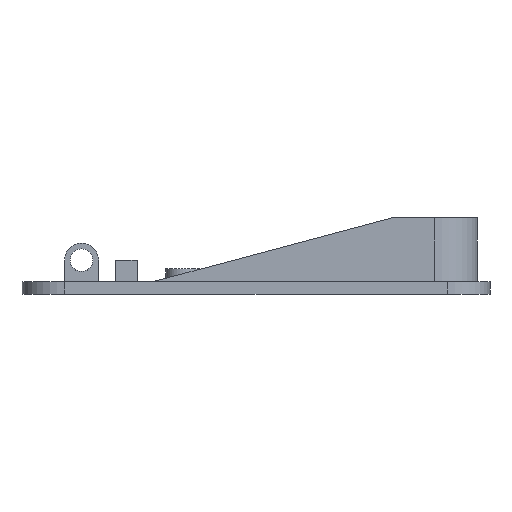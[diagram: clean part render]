
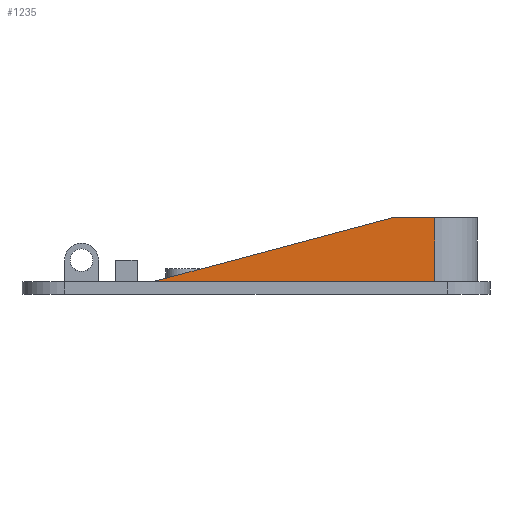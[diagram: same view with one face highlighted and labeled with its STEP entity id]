
A CAD part, front view. The second image highlights one B-rep face of the part: STEP entity #1235.
In plain terms, the highlighted planar face has unit normal (0, -1, 0).
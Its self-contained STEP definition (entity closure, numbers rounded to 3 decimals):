
#77=PLANE('',#1355);
#140=FACE_OUTER_BOUND('',#225,.T.);
#225=EDGE_LOOP('',(#1083,#1084,#1085,#1086));
#293=LINE('',#1847,#419);
#342=LINE('',#2032,#468);
#353=LINE('',#2054,#479);
#357=LINE('',#2064,#483);
#419=VECTOR('',#1492,10.);
#468=VECTOR('',#1637,10.);
#479=VECTOR('',#1654,10.);
#483=VECTOR('',#1666,10.);
#583=VERTEX_POINT('',#1844);
#584=VERTEX_POINT('',#1846);
#635=VERTEX_POINT('',#2029);
#636=VERTEX_POINT('',#2031);
#712=EDGE_CURVE('',#583,#584,#293,.T.);
#785=EDGE_CURVE('',#635,#636,#342,.T.);
#797=EDGE_CURVE('',#583,#636,#353,.T.);
#802=EDGE_CURVE('',#635,#584,#357,.T.);
#1083=ORIENTED_EDGE('',*,*,#797,.T.);
#1084=ORIENTED_EDGE('',*,*,#785,.F.);
#1085=ORIENTED_EDGE('',*,*,#802,.T.);
#1086=ORIENTED_EDGE('',*,*,#712,.F.);
#1235=ADVANCED_FACE('',(#140),#77,.T.);
#1355=AXIS2_PLACEMENT_3D('',#2063,#1664,#1665);
#1492=DIRECTION('',(1.,0.,0.));
#1637=DIRECTION('',(-1.,0.,0.));
#1654=DIRECTION('',(-0.966,0.,-0.259));
#1664=DIRECTION('center_axis',(0.,-1.,0.));
#1665=DIRECTION('ref_axis',(1.,0.,0.));
#1666=DIRECTION('',(0.,0.,1.));
#1844=CARTESIAN_POINT('',(-75.212,138.98,15.));
#1846=CARTESIAN_POINT('',(-65.212,138.98,15.));
#1847=CARTESIAN_POINT('',(-65.212,138.98,15.));
#2029=CARTESIAN_POINT('',(-65.212,138.98,0.));
#2031=CARTESIAN_POINT('',(-131.192,138.98,0.));
#2032=CARTESIAN_POINT('',(-122.212,138.98,0.));
#2054=CARTESIAN_POINT('',(-106.01,138.98,6.748));
#2063=CARTESIAN_POINT('Origin',(-137.212,138.98,0.));
#2064=CARTESIAN_POINT('',(-65.212,138.98,0.));
